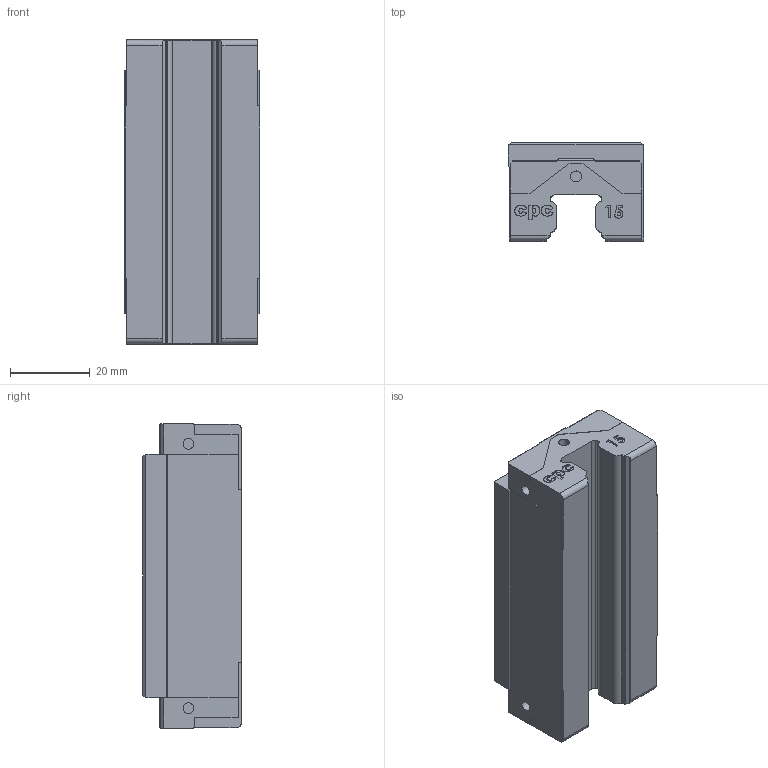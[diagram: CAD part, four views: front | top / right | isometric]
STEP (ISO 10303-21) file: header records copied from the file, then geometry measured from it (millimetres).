
FILE_DESCRIPTION (( 'STEP AP203' ), '1' );
FILE_NAME ('HRC15ML-block-new.STEP', '2013-09-02T07:22:44', ( 'CPC' ), ( '' ), 'SwSTEP 2.0', 'SolidWorks 2010', '' );
FILE_SCHEMA (( 'CONFIG_CONTROL_DESIGN' ));
Length unit declared in the file: millimetre
Products named in the file (1): HRC15ML-block-new
Bounding box: 34 x 24.7 x 76.2 mm (x, y, z)
Volume: 50284.4 mm3; surface area: 12748.5 mm2
Topology: 1 solids, 1 shells, 298 faces, 792 edges, 516 vertices
Faces by surface type: plane 146, bspline 74, cylinder 58, cone 20
Entity records: 15168 total; most frequent: CARTESIAN_POINT 8184, ORIENTED_EDGE 1568, DIRECTION 1174, EDGE_CURVE 784, VERTEX_POINT 516, LINE 500, VECTOR 500, AXIS2_PLACEMENT_3D 337
